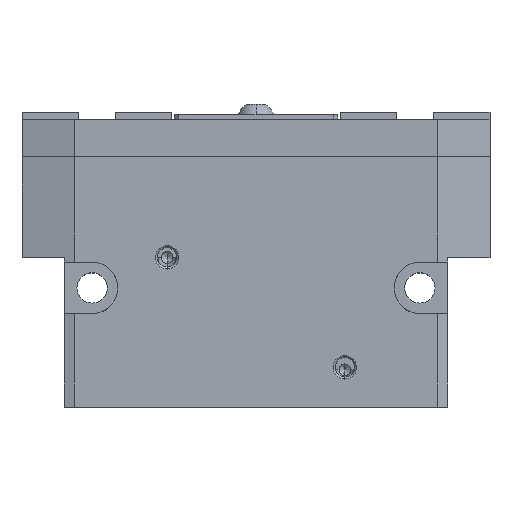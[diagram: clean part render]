
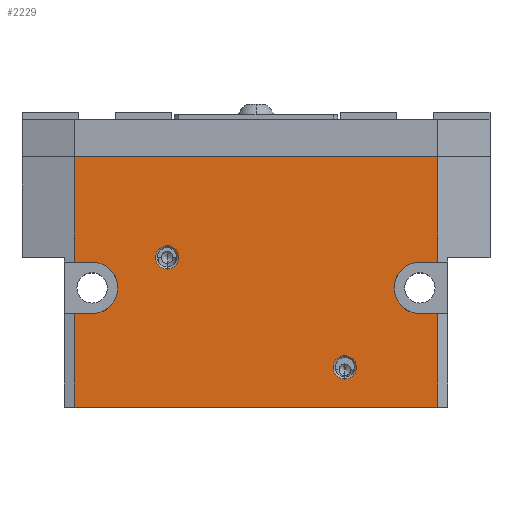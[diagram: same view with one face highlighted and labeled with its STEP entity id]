
A CAD part, top view. The second image highlights one B-rep face of the part: STEP entity #2229.
In plain terms, the highlighted planar face has unit normal (0, 0, 1).
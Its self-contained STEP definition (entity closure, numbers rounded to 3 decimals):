
#1893 = VERTEX_POINT( '', #5490 );
#2013 = VERTEX_POINT( '', #5622 );
#2229 = ADVANCED_FACE( '', ( #5868, #5869, #5870 ), #5871, .T. );
#2327 = EDGE_CURVE( '', #4295, #3037, #5977, .T. );
#2543 = VERTEX_POINT( '', #6212 );
#2607 = VERTEX_POINT( '', #6281 );
#2633 = EDGE_CURVE( '', #2543, #4539, #6310, .T. );
#2707 = EDGE_CURVE( '', #4557, #3885, #6392, .T. );
#2759 = VERTEX_POINT( '', #6447 );
#2763 = EDGE_CURVE( '', #2759, #1893, #6451, .T. );
#2771 = VERTEX_POINT( '', #6461 );
#2829 = EDGE_CURVE( '', #1893, #4557, #6522, .T. );
#3037 = VERTEX_POINT( '', #6759 );
#3165 = EDGE_CURVE( '', #3819, #2759, #6904, .T. );
#3237 = EDGE_CURVE( '', #3995, #4753, #6982, .T. );
#3281 = VERTEX_POINT( '', #7029 );
#3399 = EDGE_CURVE( '', #2607, #3281, #7159, .T. );
#3543 = EDGE_CURVE( '', #3037, #2013, #7328, .T. );
#3789 = EDGE_CURVE( '', #2771, #5303, #7597, .T. );
#3819 = VERTEX_POINT( '', #7634 );
#3885 = VERTEX_POINT( '', #7703 );
#3897 = EDGE_CURVE( '', #4539, #3819, #7716, .T. );
#3995 = VERTEX_POINT( '', #7824 );
#4163 = EDGE_CURVE( '', #3281, #2607, #8009, .T. );
#4247 = EDGE_CURVE( '', #4295, #3885, #8108, .T. );
#4295 = VERTEX_POINT( '', #8162 );
#4477 = EDGE_CURVE( '', #2013, #3995, #8360, .T. );
#4539 = VERTEX_POINT( '', #8431 );
#4557 = VERTEX_POINT( '', #8453 );
#4701 = EDGE_CURVE( '', #5303, #2771, #8618, .T. );
#4753 = VERTEX_POINT( '', #8675 );
#4941 = EDGE_CURVE( '', #4753, #2543, #8879, .T. );
#5303 = VERTEX_POINT( '', #9289 );
#5490 = CARTESIAN_POINT( '', ( -35., 20., 25. ) );
#5622 = CARTESIAN_POINT( '', ( 35., 20., 25. ) );
#5868 = FACE_OUTER_BOUND( '', #10024, .T. );
#5869 = FACE_BOUND( '', #10025, .T. );
#5870 = FACE_BOUND( '', #10026, .T. );
#5871 = PLANE( '', #10027 );
#5977 = LINE( '', #10179, #10180 );
#6212 = CARTESIAN_POINT( '', ( 38.804, 53.49, 25. ) );
#6281 = CARTESIAN_POINT( '', ( -19., 29.5, 25. ) );
#6310 = LINE( '', #10640, #10641 );
#6392 = LINE( '', #10754, #10755 );
#6447 = CARTESIAN_POINT( '', ( -35., 31., 25. ) );
#6451 = CIRCLE( '', #10870, 5.5 );
#6461 = CARTESIAN_POINT( '', ( 19., 11., 25. ) );
#6522 = LINE( '', #10971, #10972 );
#6759 = CARTESIAN_POINT( '', ( 38.804, 20., 25. ) );
#6904 = LINE( '', #11522, #11523 );
#6982 = LINE( '', #11662, #11663 );
#7029 = CARTESIAN_POINT( '', ( -19., 34.5, 25. ) );
#7159 = CIRCLE( '', #11917, 2.5 );
#7328 = LINE( '', #12136, #12137 );
#7597 = CIRCLE( '', #12508, 2.5 );
#7634 = CARTESIAN_POINT( '', ( -38.804, 31., 25. ) );
#7703 = CARTESIAN_POINT( '', ( -38.804, 0., 25. ) );
#7716 = LINE( '', #12670, #12671 );
#7824 = CARTESIAN_POINT( '', ( 35., 31., 25. ) );
#8009 = CIRCLE( '', #13127, 2.5 );
#8108 = LINE( '', #13266, #13267 );
#8162 = CARTESIAN_POINT( '', ( 38.804, 0., 25. ) );
#8360 = CIRCLE( '', #13644, 5.5 );
#8431 = CARTESIAN_POINT( '', ( -38.804, 53.49, 25. ) );
#8453 = CARTESIAN_POINT( '', ( -38.804, 20., 25. ) );
#8618 = CIRCLE( '', #14039, 2.5 );
#8675 = CARTESIAN_POINT( '', ( 38.804, 31., 25. ) );
#8879 = LINE( '', #14459, #14460 );
#9289 = CARTESIAN_POINT( '', ( 19., 6., 25. ) );
#10024 = EDGE_LOOP( '', ( #15787, #15788, #15789, #15790, #15791, #15792, #15793, #15794, #15795, #15796, #15797, #15798 ) );
#10025 = EDGE_LOOP( '', ( #15799, #15800 ) );
#10026 = EDGE_LOOP( '', ( #15801, #15802 ) );
#10027 = AXIS2_PLACEMENT_3D( '', #15803, #15804, #15805 );
#10179 = CARTESIAN_POINT( '', ( 38.804, 30.75, 25. ) );
#10180 = VECTOR( '', #15901, 1. );
#10640 = CARTESIAN_POINT( '', ( 25., 53.49, 25. ) );
#10641 = VECTOR( '', #16227, 1. );
#10754 = CARTESIAN_POINT( '', ( -38.804, 30.75, 25. ) );
#10755 = VECTOR( '', #16314, 1. );
#10870 = AXIS2_PLACEMENT_3D( '', #16371, #16372, #16373 );
#10971 = CARTESIAN_POINT( '', ( 3.5, 20., 25. ) );
#10972 = VECTOR( '', #16434, 1. );
#11522 = CARTESIAN_POINT( '', ( 7.5, 31., 25. ) );
#11523 = VECTOR( '', #16933, 1. );
#11662 = CARTESIAN_POINT( '', ( 47.5, 31., 25. ) );
#11663 = VECTOR( '', #17000, 1. );
#11917 = AXIS2_PLACEMENT_3D( '', #17183, #17184, #17185 );
#12136 = CARTESIAN_POINT( '', ( 42.5, 20., 25. ) );
#12137 = VECTOR( '', #17412, 1. );
#12508 = AXIS2_PLACEMENT_3D( '', #17706, #17707, #17708 );
#12670 = CARTESIAN_POINT( '', ( -38.804, 30.75, 25. ) );
#12671 = VECTOR( '', #17843, 1. );
#13127 = AXIS2_PLACEMENT_3D( '', #18159, #18160, #18161 );
#13266 = CARTESIAN_POINT( '', ( 50., 0., 25. ) );
#13267 = VECTOR( '', #18281, 1. );
#13644 = AXIS2_PLACEMENT_3D( '', #18561, #18562, #18563 );
#14039 = AXIS2_PLACEMENT_3D( '', #18872, #18873, #18874 );
#14459 = CARTESIAN_POINT( '', ( 38.804, 30.75, 25. ) );
#14460 = VECTOR( '', #19143, 1. );
#15787 = ORIENTED_EDGE( '', *, *, #2633, .T. );
#15788 = ORIENTED_EDGE( '', *, *, #3897, .T. );
#15789 = ORIENTED_EDGE( '', *, *, #3165, .T. );
#15790 = ORIENTED_EDGE( '', *, *, #2763, .T. );
#15791 = ORIENTED_EDGE( '', *, *, #2829, .T. );
#15792 = ORIENTED_EDGE( '', *, *, #2707, .T. );
#15793 = ORIENTED_EDGE( '', *, *, #4247, .F. );
#15794 = ORIENTED_EDGE( '', *, *, #2327, .T. );
#15795 = ORIENTED_EDGE( '', *, *, #3543, .T. );
#15796 = ORIENTED_EDGE( '', *, *, #4477, .T. );
#15797 = ORIENTED_EDGE( '', *, *, #3237, .T. );
#15798 = ORIENTED_EDGE( '', *, *, #4941, .T. );
#15799 = ORIENTED_EDGE( '', *, *, #3789, .T. );
#15800 = ORIENTED_EDGE( '', *, *, #4701, .T. );
#15801 = ORIENTED_EDGE( '', *, *, #4163, .T. );
#15802 = ORIENTED_EDGE( '', *, *, #3399, .T. );
#15803 = CARTESIAN_POINT( '', ( 50., 61.5, 25. ) );
#15804 = DIRECTION( '', ( 0., 0., 1. ) );
#15805 = DIRECTION( '', ( 0., 1., 0. ) );
#15901 = DIRECTION( '', ( 0., 1., 0. ) );
#16227 = DIRECTION( '', ( -1., 0., 0. ) );
#16314 = DIRECTION( '', ( 0., -1., 0. ) );
#16371 = CARTESIAN_POINT( '', ( -35., 25.5, 25. ) );
#16372 = DIRECTION( '', ( 0., 0., -1. ) );
#16373 = DIRECTION( '', ( 0., -1., 0. ) );
#16434 = DIRECTION( '', ( -1., 0., 0. ) );
#16933 = DIRECTION( '', ( 1., 0., 0. ) );
#17000 = DIRECTION( '', ( 1., 0., 0. ) );
#17183 = CARTESIAN_POINT( '', ( -19., 32., 25. ) );
#17184 = DIRECTION( '', ( 0., 0., -1. ) );
#17185 = DIRECTION( '', ( 0., 1., 0. ) );
#17412 = DIRECTION( '', ( -1., 0., 0. ) );
#17706 = CARTESIAN_POINT( '', ( 19., 8.5, 25. ) );
#17707 = DIRECTION( '', ( 0., 0., -1. ) );
#17708 = DIRECTION( '', ( 0., 1., 0. ) );
#17843 = DIRECTION( '', ( 0., -1., 0. ) );
#18159 = CARTESIAN_POINT( '', ( -19., 32., 25. ) );
#18160 = DIRECTION( '', ( 0., 0., -1. ) );
#18161 = DIRECTION( '', ( 0., 1., 0. ) );
#18281 = DIRECTION( '', ( -1., 0., 0. ) );
#18561 = CARTESIAN_POINT( '', ( 35., 25.5, 25. ) );
#18562 = DIRECTION( '', ( 0., 0., -1. ) );
#18563 = DIRECTION( '', ( 0., 1., 0. ) );
#18872 = CARTESIAN_POINT( '', ( 19., 8.5, 25. ) );
#18873 = DIRECTION( '', ( 0., 0., -1. ) );
#18874 = DIRECTION( '', ( 0., 1., 0. ) );
#19143 = DIRECTION( '', ( 0., 1., 0. ) );
